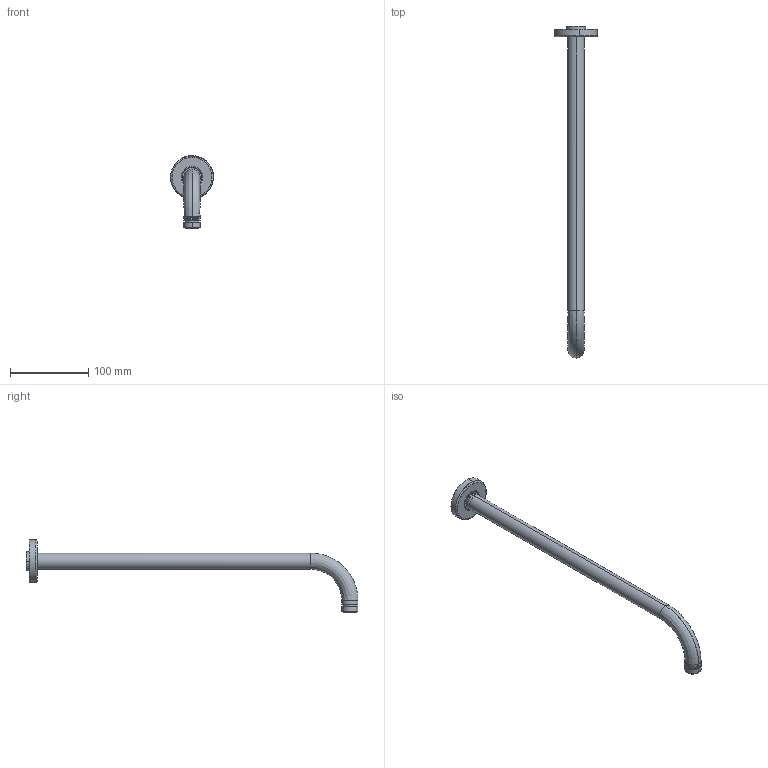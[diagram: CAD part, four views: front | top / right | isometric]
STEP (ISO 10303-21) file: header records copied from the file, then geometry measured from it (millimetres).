
FILE_DESCRIPTION(/* description */ (''),/* implementation_level */ '2;1');
FILE_NAME(/* name */ 'STEP - A5B029E..A_14951',/* time_stamp */ '2024-10-15T11:49:21+11:00',/* author */ (''),/* organization */ (''),/* preprocessor_version */ 'ST-DEVELOPER v16.5',/* originating_system */ 'Rhino 7.37',/* authorisation */ '');
FILE_SCHEMA (('CONFIG_CONTROL_DESIGN'));
Length unit declared in the file: millimetre
Products named in the file (7): Document; M16390_ASM; C46020-073_ASM; C46020-074_AF0; C46020-0721; C00010-020; C46020-0802
Assembly tree (6 placements, depth 4):
  Document
    M16390_ASM
      C46020-073_ASM
        C46020-074_AF0
        C46020-0721
        C00010-020
      C46020-0802
Bounding box: 55 x 424.3 x 92.79 mm (x, y, z)
Volume: 29753.2 mm3; surface area: 66823.7 mm2
Topology: 4 solids, 4 shells, 99 faces, 232 edges, 152 vertices
Faces by surface type: cylinder 44, plane 31, bspline 24
Entity records: 4541 total; most frequent: CARTESIAN_POINT 2372, ORIENTED_EDGE 464, EDGE_CURVE 232, VERTEX_POINT 152, EDGE_LOOP 118, DIRECTION 109, ADVANCED_FACE 99, FACE_OUTER_BOUND 99
